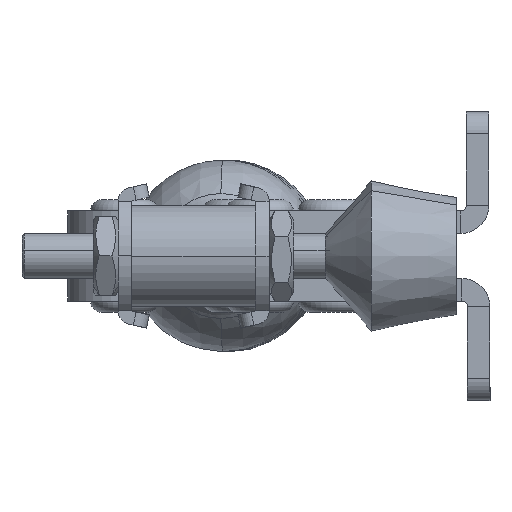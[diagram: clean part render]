
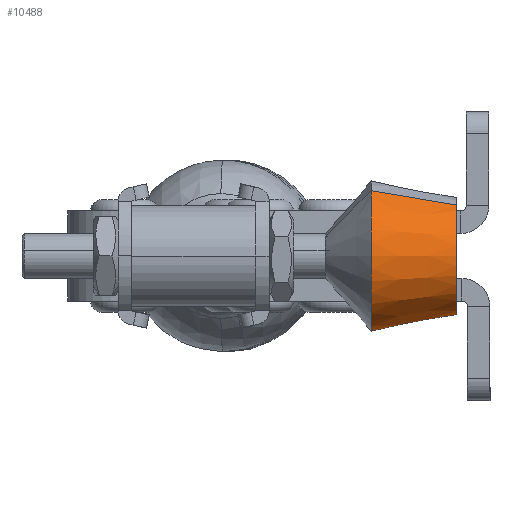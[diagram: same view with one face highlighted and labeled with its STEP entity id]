
A CAD part, left-side view. The second image highlights one B-rep face of the part: STEP entity #10488.
In plain terms, the highlighted conical face has half-angle 11 degrees and reference radius 5.2 mm.
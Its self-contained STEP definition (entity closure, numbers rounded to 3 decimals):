
#3394 = FACE_OUTER_BOUND ( 'NONE', #16311, .T. ) ;
#3405 = CONICAL_SURFACE ( 'NONE', #19399, 5.2, 0.192 ) ;
#3752 = LINE ( 'NONE', #11216, #3759 ) ;
#3759 = VECTOR ( 'NONE', #11185, 1000. ) ;
#3780 = LINE ( 'NONE', #11445, #3789 ) ;
#3789 = VECTOR ( 'NONE', #11435, 1000. ) ;
#4967 = DIRECTION ( 'NONE',  ( 0., 0., 1. ) ) ;
#4969 = DIRECTION ( 'NONE',  ( 0., 1., 0. ) ) ;
#4971 = CARTESIAN_POINT ( 'NONE',  ( 0., 0., 0. ) ) ;
#5856 = AXIS2_PLACEMENT_3D ( 'NONE', #11660, #11661, #11662 ) ;
#5863 = AXIS2_PLACEMENT_3D ( 'NONE', #11862, #11863, #11864 ) ;
#10488 = ADVANCED_FACE ( 'NONE', ( #3394 ), #3405, .T. ) ;
#11185 = DIRECTION ( 'NONE',  ( 0., 0.982, 0.191 ) ) ;
#11216 = CARTESIAN_POINT ( 'NONE',  ( 0., 0., 5.2 ) ) ;
#11435 = DIRECTION ( 'NONE',  ( 0., 0.982, -0.191 ) ) ;
#11445 = CARTESIAN_POINT ( 'NONE',  ( 0., 0., -5.2 ) ) ;
#11660 = CARTESIAN_POINT ( 'NONE',  ( 0., 7.544, 0. ) ) ;
#11661 = DIRECTION ( 'NONE',  ( 0., -1., 0. ) ) ;
#11662 = DIRECTION ( 'NONE',  ( 0., 0., -1. ) ) ;
#11862 = CARTESIAN_POINT ( 'NONE',  ( 0., 0., 0. ) ) ;
#11863 = DIRECTION ( 'NONE',  ( 0., -1., 0. ) ) ;
#11864 = DIRECTION ( 'NONE',  ( 0., 0., -1. ) ) ;
#12807 = CIRCLE ( 'NONE', #5856, 6.666 ) ;
#12893 = CIRCLE ( 'NONE', #5863, 5.2 ) ;
#13283 = EDGE_CURVE ( 'NONE', #15450, #15378, #3752, .T. ) ;
#13345 = EDGE_CURVE ( 'NONE', #15543, #15418, #3780, .T. ) ;
#13450 = EDGE_CURVE ( 'NONE', #15378, #15418, #12807, .T. ) ;
#13527 = EDGE_CURVE ( 'NONE', #15450, #15543, #12893, .T. ) ;
#15378 = VERTEX_POINT ( 'NONE', #22776 ) ;
#15418 = VERTEX_POINT ( 'NONE', #22795 ) ;
#15450 = VERTEX_POINT ( 'NONE', #23823 ) ;
#15543 = VERTEX_POINT ( 'NONE', #23871 ) ;
#16311 = EDGE_LOOP ( 'NONE', ( #17117, #17118, #17119, #17120 ) ) ;
#17117 = ORIENTED_EDGE ( 'NONE', *, *, #13345, .F. ) ;
#17118 = ORIENTED_EDGE ( 'NONE', *, *, #13527, .F. ) ;
#17119 = ORIENTED_EDGE ( 'NONE', *, *, #13283, .T. ) ;
#17120 = ORIENTED_EDGE ( 'NONE', *, *, #13450, .T. ) ;
#19399 = AXIS2_PLACEMENT_3D ( 'NONE', #4971, #4969, #4967 ) ;
#22776 = CARTESIAN_POINT ( 'NONE',  ( 0., 7.544, 6.666 ) ) ;
#22795 = CARTESIAN_POINT ( 'NONE',  ( 0., 7.544, -6.666 ) ) ;
#23823 = CARTESIAN_POINT ( 'NONE',  ( 0., 0., 5.2 ) ) ;
#23871 = CARTESIAN_POINT ( 'NONE',  ( 0., 0., -5.2 ) ) ;
